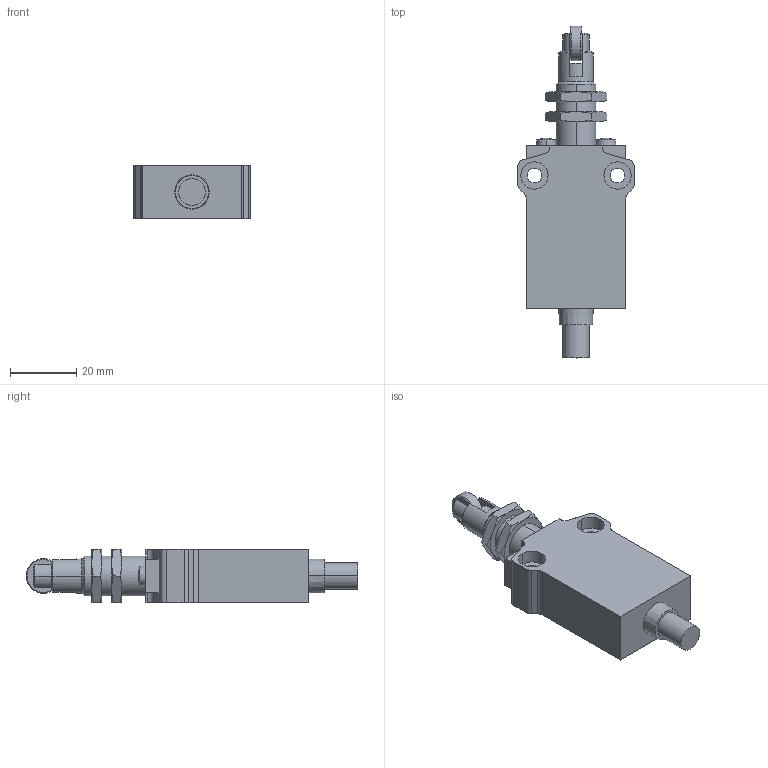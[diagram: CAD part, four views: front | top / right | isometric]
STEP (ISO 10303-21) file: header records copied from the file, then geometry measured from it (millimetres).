
FILE_DESCRIPTION (( 'STEP AP214' ), '1' );
FILE_NAME ('AEM2G25X11-3.step', '2017-12-19T21:14:33', ( '' ), ( '' ), 'SwSTEP 2.0', 'SolidWorks 2017', '' );
FILE_SCHEMA (( 'AUTOMOTIVE_DESIGN' ));
Length unit declared in the file: inch
Products named in the file (1): AEM2G25X11-3
Bounding box: 35 x 99.9 x 16 mm (x, y, z)
Volume: 27441.1 mm3; surface area: 11311.5 mm2
Topology: 6 solids, 6 shells, 190 faces, 463 edges, 294 vertices
Faces by surface type: plane 79, cylinder 52, cone 49, bspline 10
Entity records: 8484 total; most frequent: CARTESIAN_POINT 1447, DIRECTION 951, ORIENTED_EDGE 926, EDGE_CURVE 463, AXIS2_PLACEMENT_3D 379, VERTEX_POINT 294, EDGE_LOOP 207, LENGTH_MEASURE_WITH_UNIT 198
